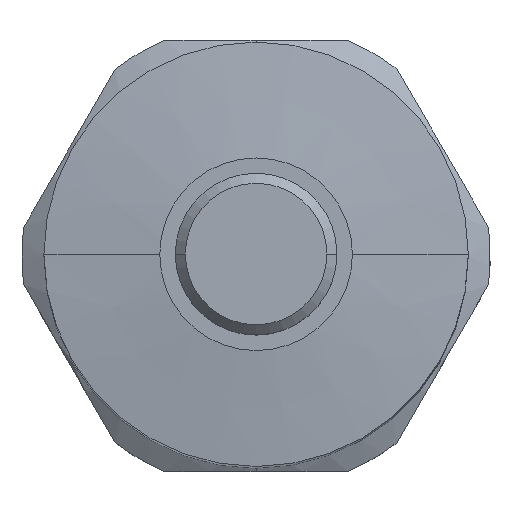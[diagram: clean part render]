
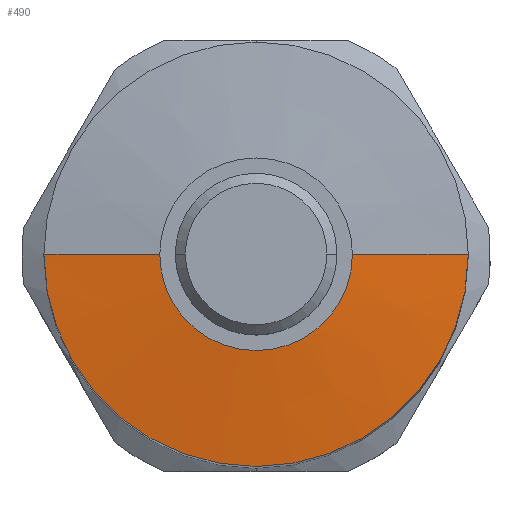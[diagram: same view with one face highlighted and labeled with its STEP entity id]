
A CAD part, top view. The second image highlights one B-rep face of the part: STEP entity #490.
In plain terms, the highlighted conical face has half-angle 83.367 degrees and reference radius 15.75 mm.
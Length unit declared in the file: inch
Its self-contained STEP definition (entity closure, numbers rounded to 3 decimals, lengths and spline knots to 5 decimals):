
#19 = VERTEX_POINT ( 'NONE', #1695 ) ;
#84 = CIRCLE ( 'NONE', #3212, 0.2815 ) ;
#98 = CARTESIAN_POINT ( 'NONE',  ( -0.2815, 0., 0.42126 ) ) ;
#316 = DIRECTION ( 'NONE',  ( 0., 0., -1. ) ) ;
#375 = DIRECTION ( 'NONE',  ( -1., 0., 0. ) ) ;
#431 = DIRECTION ( 'NONE',  ( 0., 0., -1. ) ) ;
#490 = ADVANCED_FACE ( 'FACE10', ( #1790 ), #3140, .T. ) ;
#572 = DIRECTION ( 'NONE',  ( -0.993, 0., -0.116 ) ) ;
#648 = CARTESIAN_POINT ( 'NONE',  ( 0., 0., 0.38189 ) ) ;
#719 = DIRECTION ( 'NONE',  ( 0.993, 0., -0.116 ) ) ;
#728 = DIRECTION ( 'NONE',  ( -1., 0., 0. ) ) ;
#819 = VERTEX_POINT ( 'NONE', #2720 ) ;
#904 = CARTESIAN_POINT ( 'NONE',  ( -0.62008, 0., 0.38189 ) ) ;
#935 = EDGE_CURVE ( 'NONE', #2672, #19, #2745, .T. ) ;
#948 = ORIENTED_EDGE ( 'NONE', *, *, #1711, .T. ) ;
#1010 = AXIS2_PLACEMENT_3D ( 'NONE', #1999, #431, #375 ) ;
#1143 = ORIENTED_EDGE ( 'NONE', *, *, #1349, .F. ) ;
#1155 = LINE ( 'NONE', #904, #3146 ) ;
#1165 = EDGE_CURVE ( 'NONE', #819, #2071, #84, .T. ) ;
#1349 = EDGE_CURVE ( 'NONE', #819, #2672, #1509, .T. ) ;
#1402 = ORIENTED_EDGE ( 'NONE', *, *, #1165, .T. ) ;
#1475 = VECTOR ( 'NONE', #719, 39.37008 ) ;
#1509 = LINE ( 'NONE', #1725, #1475 ) ;
#1695 = CARTESIAN_POINT ( 'NONE',  ( -0.62008, 0., 0.38189 ) ) ;
#1711 = EDGE_CURVE ( 'NONE', #2071, #19, #1155, .T. ) ;
#1725 = CARTESIAN_POINT ( 'NONE',  ( 0.62008, 0., 0.38189 ) ) ;
#1734 = CARTESIAN_POINT ( 'NONE',  ( 0., 0., 0.42126 ) ) ;
#1790 = FACE_OUTER_BOUND ( 'NONE', #2033, .T. ) ;
#1999 = CARTESIAN_POINT ( 'NONE',  ( 0., 0., 0.38189 ) ) ;
#2033 = EDGE_LOOP ( 'NONE', ( #1143, #1402, #948, #3143 ) ) ;
#2071 = VERTEX_POINT ( 'NONE', #98 ) ;
#2347 = CARTESIAN_POINT ( 'NONE',  ( 0.62008, 0., 0.38189 ) ) ;
#2670 = AXIS2_PLACEMENT_3D ( 'NONE', #648, #2778, #3182 ) ;
#2672 = VERTEX_POINT ( 'NONE', #2347 ) ;
#2720 = CARTESIAN_POINT ( 'NONE',  ( 0.2815, 0., 0.42126 ) ) ;
#2745 = CIRCLE ( 'NONE', #2670, 0.62008 ) ;
#2778 = DIRECTION ( 'NONE',  ( 0., 0., -1. ) ) ;
#3140 = CONICAL_SURFACE ( 'NONE', #1010, 0.62008, 1.455 ) ;
#3143 = ORIENTED_EDGE ( 'NONE', *, *, #935, .F. ) ;
#3146 = VECTOR ( 'NONE', #572, 39.37008 ) ;
#3182 = DIRECTION ( 'NONE',  ( -1., 0., 0. ) ) ;
#3212 = AXIS2_PLACEMENT_3D ( 'NONE', #1734, #316, #728 ) ;
